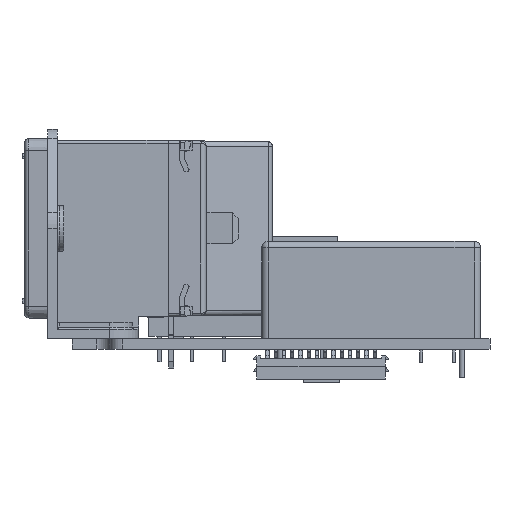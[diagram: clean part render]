
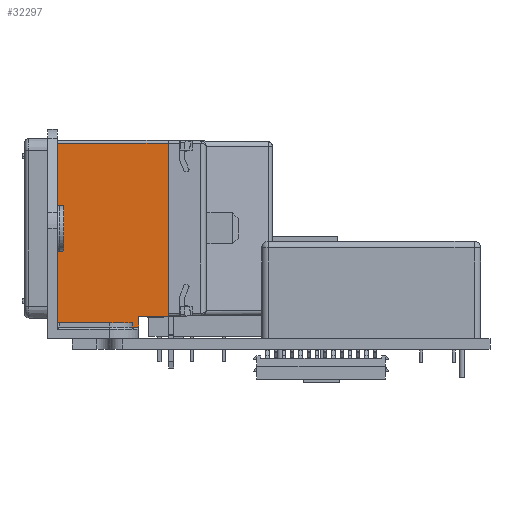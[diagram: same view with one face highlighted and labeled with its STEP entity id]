
A CAD part, front view. The second image highlights one B-rep face of the part: STEP entity #32297.
In plain terms, the highlighted face is planar.
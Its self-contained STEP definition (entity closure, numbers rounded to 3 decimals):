
#32149 = EDGE_CURVE('',#32150,#32152,#32154,.T.);
#32150 = VERTEX_POINT('',#32151);
#32151 = CARTESIAN_POINT('',(-23.3,8.,1.8));
#32152 = VERTEX_POINT('',#32153);
#32153 = CARTESIAN_POINT('',(-23.3,-4.5,1.8));
#32154 = LINE('',#32155,#32156);
#32155 = CARTESIAN_POINT('',(-23.3,8.,1.8));
#32156 = VECTOR('',#32157,1.);
#32157 = DIRECTION('',(0.,-1.,0.));
#32297 = ADVANCED_FACE('',(#32298),#32339,.F.);
#32298 = FACE_BOUND('',#32299,.T.);
#32299 = EDGE_LOOP('',(#32300,#32308,#32316,#32324,#32332,#32338));
#32300 = ORIENTED_EDGE('',*,*,#32301,.T.);
#32301 = EDGE_CURVE('',#32152,#32302,#32304,.T.);
#32302 = VERTEX_POINT('',#32303);
#32303 = CARTESIAN_POINT('',(-23.3,-4.5,3.45));
#32304 = LINE('',#32305,#32306);
#32305 = CARTESIAN_POINT('',(-23.3,-4.5,1.8));
#32306 = VECTOR('',#32307,1.);
#32307 = DIRECTION('',(0.,0.,1.));
#32308 = ORIENTED_EDGE('',*,*,#32309,.T.);
#32309 = EDGE_CURVE('',#32302,#32310,#32312,.T.);
#32310 = VERTEX_POINT('',#32311);
#32311 = CARTESIAN_POINT('',(-23.3,-9.05,3.45));
#32312 = LINE('',#32313,#32314);
#32313 = CARTESIAN_POINT('',(-23.3,-4.5,3.45));
#32314 = VECTOR('',#32315,1.);
#32315 = DIRECTION('',(0.,-1.,0.));
#32316 = ORIENTED_EDGE('',*,*,#32317,.F.);
#32317 = EDGE_CURVE('',#32318,#32310,#32320,.T.);
#32318 = VERTEX_POINT('',#32319);
#32319 = CARTESIAN_POINT('',(-23.3,-9.05,30.1));
#32320 = LINE('',#32321,#32322);
#32321 = CARTESIAN_POINT('',(-23.3,-9.05,30.1));
#32322 = VECTOR('',#32323,1.);
#32323 = DIRECTION('',(0.,0.,-1.));
#32324 = ORIENTED_EDGE('',*,*,#32325,.F.);
#32325 = EDGE_CURVE('',#32326,#32318,#32328,.T.);
#32326 = VERTEX_POINT('',#32327);
#32327 = CARTESIAN_POINT('',(-23.3,8.,30.1));
#32328 = LINE('',#32329,#32330);
#32329 = CARTESIAN_POINT('',(-23.3,8.,30.1));
#32330 = VECTOR('',#32331,1.);
#32331 = DIRECTION('',(0.,-1.,0.));
#32332 = ORIENTED_EDGE('',*,*,#32333,.T.);
#32333 = EDGE_CURVE('',#32326,#32150,#32334,.T.);
#32334 = LINE('',#32335,#32336);
#32335 = CARTESIAN_POINT('',(-23.3,8.,30.1));
#32336 = VECTOR('',#32337,1.);
#32337 = DIRECTION('',(0.,0.,-1.));
#32338 = ORIENTED_EDGE('',*,*,#32149,.T.);
#32339 = PLANE('',#32340);
#32340 = AXIS2_PLACEMENT_3D('',#32341,#32342,#32343);
#32341 = CARTESIAN_POINT('',(-23.3,-9.903,0.385));
#32342 = DIRECTION('',(1.,0.,0.));
#32343 = DIRECTION('',(-0.,1.,0.));
